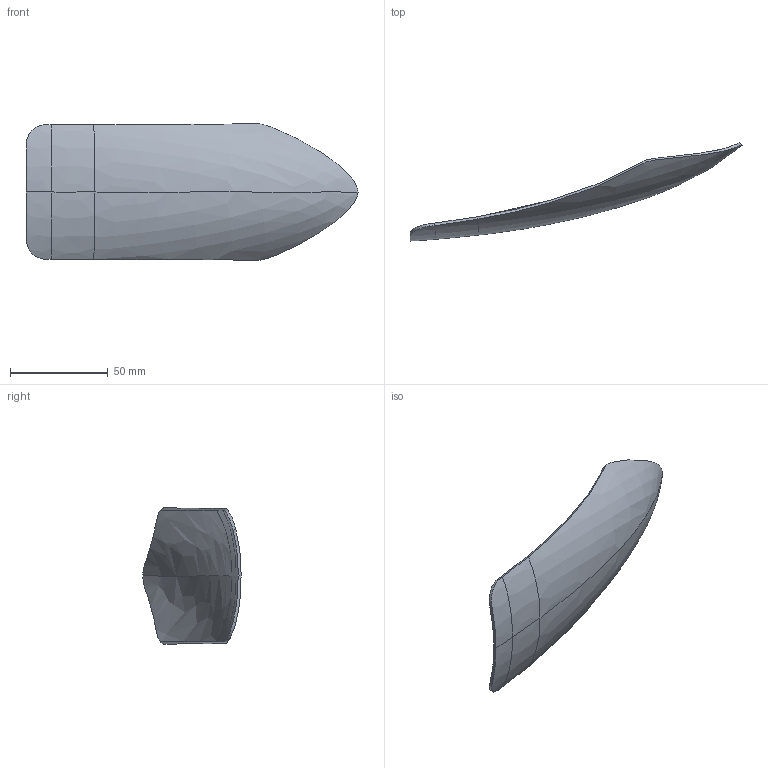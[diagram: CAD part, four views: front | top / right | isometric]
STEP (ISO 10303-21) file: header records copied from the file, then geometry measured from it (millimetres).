
FILE_DESCRIPTION (( 'STEP AP214' ), '1' );
FILE_NAME ('ヶ誘樅.STEP', '2023-06-19T09:34:49', ( '' ), ( '' ), 'SwSTEP 2.0', 'SolidWorks 2018', '' );
FILE_SCHEMA (( 'AUTOMOTIVE_DESIGN' ));
Length unit declared in the file: millimetre
Products named in the file (1): ヶ誘樅
Bounding box: 170.15 x 50.29 x 69.85 mm (x, y, z)
Volume: 17636.8 mm3; surface area: 24148.5 mm2
Topology: 1 solids, 1 shells, 24 faces, 54 edges, 32 vertices
Faces by surface type: bspline 24
Entity records: 18258 total; most frequent: CARTESIAN_POINT 17873, ORIENTED_EDGE 108, EDGE_CURVE 54, B_SPLINE_CURVE_WITH_KNOTS 54, VERTEX_POINT 32, FACE_OUTER_BOUND 24, ADVANCED_FACE 24, B_SPLINE_SURFACE_WITH_KNOTS 24
